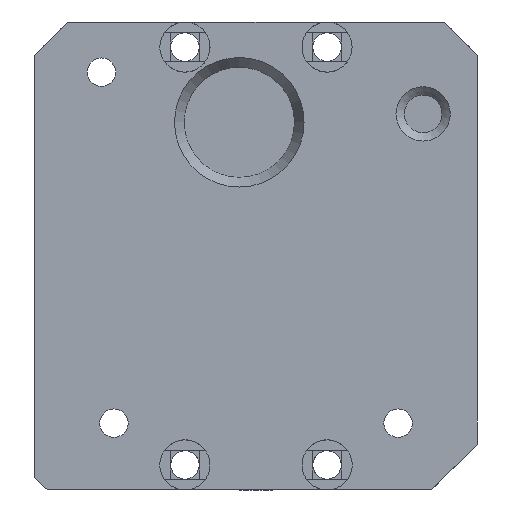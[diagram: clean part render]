
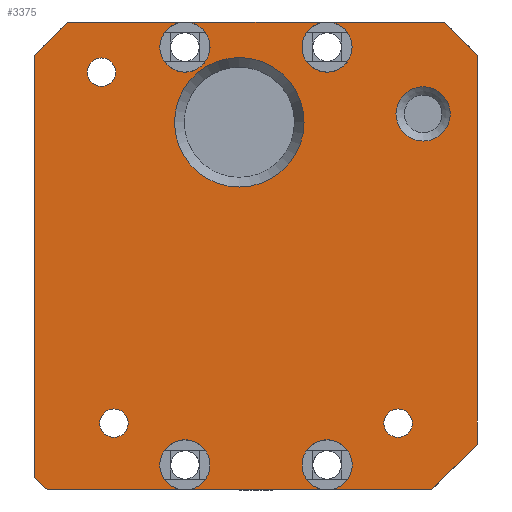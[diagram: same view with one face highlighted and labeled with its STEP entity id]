
A CAD part, front view. The second image highlights one B-rep face of the part: STEP entity #3375.
In plain terms, the highlighted planar face has unit normal (0, -1, 0).
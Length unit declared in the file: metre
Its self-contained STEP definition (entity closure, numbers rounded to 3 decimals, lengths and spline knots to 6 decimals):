
#94=LINE('',#4993,#438);
#95=LINE('',#4997,#439);
#96=LINE('',#5001,#440);
#97=LINE('',#5005,#441);
#98=LINE('',#5010,#442);
#99=LINE('',#5013,#443);
#100=LINE('',#5015,#444);
#101=LINE('',#5017,#445);
#102=LINE('',#5019,#446);
#103=LINE('',#5021,#447);
#104=LINE('',#5023,#448);
#105=LINE('',#5025,#449);
#438=VECTOR('',#3952,1.);
#439=VECTOR('',#3955,1.);
#440=VECTOR('',#3958,1.);
#441=VECTOR('',#3961,1.);
#442=VECTOR('',#3966,1.);
#443=VECTOR('',#3967,1.);
#444=VECTOR('',#3968,1.);
#445=VECTOR('',#3969,1.);
#446=VECTOR('',#3970,1.);
#447=VECTOR('',#3971,1.);
#448=VECTOR('',#3972,1.);
#449=VECTOR('',#3973,1.);
#782=ORIENTED_EDGE('',*,*,#1786,.F.);
#783=ORIENTED_EDGE('',*,*,#1787,.F.);
#784=ORIENTED_EDGE('',*,*,#1788,.F.);
#785=ORIENTED_EDGE('',*,*,#1789,.F.);
#786=ORIENTED_EDGE('',*,*,#1790,.T.);
#787=ORIENTED_EDGE('',*,*,#1791,.F.);
#788=ORIENTED_EDGE('',*,*,#1792,.T.);
#789=ORIENTED_EDGE('',*,*,#1793,.F.);
#790=ORIENTED_EDGE('',*,*,#1794,.T.);
#791=ORIENTED_EDGE('',*,*,#1795,.F.);
#792=ORIENTED_EDGE('',*,*,#1796,.T.);
#793=ORIENTED_EDGE('',*,*,#1797,.F.);
#794=ORIENTED_EDGE('',*,*,#1798,.T.);
#795=ORIENTED_EDGE('',*,*,#1799,.F.);
#796=ORIENTED_EDGE('',*,*,#1800,.F.);
#797=ORIENTED_EDGE('',*,*,#1801,.F.);
#798=ORIENTED_EDGE('',*,*,#1802,.F.);
#799=ORIENTED_EDGE('',*,*,#1803,.F.);
#800=ORIENTED_EDGE('',*,*,#1804,.F.);
#801=ORIENTED_EDGE('',*,*,#1805,.F.);
#802=ORIENTED_EDGE('',*,*,#1806,.F.);
#1786=EDGE_CURVE('',#2288,#2288,#2621,.T.);
#1787=EDGE_CURVE('',#2289,#2289,#2622,.T.);
#1788=EDGE_CURVE('',#2290,#2290,#2623,.T.);
#1789=EDGE_CURVE('',#2291,#2292,#2624,.T.);
#1790=EDGE_CURVE('',#2291,#2292,#94,.T.);
#1791=EDGE_CURVE('',#2293,#2294,#2625,.T.);
#1792=EDGE_CURVE('',#2293,#2294,#95,.T.);
#1793=EDGE_CURVE('',#2295,#2296,#2626,.T.);
#1794=EDGE_CURVE('',#2295,#2296,#96,.T.);
#1795=EDGE_CURVE('',#2297,#2298,#2627,.T.);
#1796=EDGE_CURVE('',#2297,#2298,#97,.T.);
#1797=EDGE_CURVE('',#2299,#2299,#2628,.T.);
#1798=EDGE_CURVE('',#2300,#2300,#2629,.T.);
#1799=EDGE_CURVE('',#2301,#2302,#98,.T.);
#1800=EDGE_CURVE('',#2303,#2301,#99,.T.);
#1801=EDGE_CURVE('',#2304,#2303,#100,.T.);
#1802=EDGE_CURVE('',#2305,#2304,#101,.T.);
#1803=EDGE_CURVE('',#2306,#2305,#102,.T.);
#1804=EDGE_CURVE('',#2307,#2306,#103,.T.);
#1805=EDGE_CURVE('',#2308,#2307,#104,.T.);
#1806=EDGE_CURVE('',#2302,#2308,#105,.T.);
#2288=VERTEX_POINT('',#4985);
#2289=VERTEX_POINT('',#4987);
#2290=VERTEX_POINT('',#4989);
#2291=VERTEX_POINT('',#4991);
#2292=VERTEX_POINT('',#4992);
#2293=VERTEX_POINT('',#4995);
#2294=VERTEX_POINT('',#4996);
#2295=VERTEX_POINT('',#4999);
#2296=VERTEX_POINT('',#5000);
#2297=VERTEX_POINT('',#5003);
#2298=VERTEX_POINT('',#5004);
#2299=VERTEX_POINT('',#5007);
#2300=VERTEX_POINT('',#5009);
#2301=VERTEX_POINT('',#5011);
#2302=VERTEX_POINT('',#5012);
#2303=VERTEX_POINT('',#5014);
#2304=VERTEX_POINT('',#5016);
#2305=VERTEX_POINT('',#5018);
#2306=VERTEX_POINT('',#5020);
#2307=VERTEX_POINT('',#5022);
#2308=VERTEX_POINT('',#5024);
#2621=CIRCLE('',#3593,0.0017);
#2622=CIRCLE('',#3594,0.00325);
#2623=CIRCLE('',#3595,0.00775);
#2624=CIRCLE('',#3596,0.003);
#2625=CIRCLE('',#3597,0.003);
#2626=CIRCLE('',#3598,0.003);
#2627=CIRCLE('',#3599,0.003);
#2628=CIRCLE('',#3600,0.0017);
#2629=CIRCLE('',#3601,0.0017);
#2749=EDGE_LOOP('',(#782));
#2750=EDGE_LOOP('',(#783));
#2751=EDGE_LOOP('',(#784));
#2752=EDGE_LOOP('',(#785,#786));
#2753=EDGE_LOOP('',(#787,#788));
#2754=EDGE_LOOP('',(#789,#790));
#2755=EDGE_LOOP('',(#791,#792));
#2756=EDGE_LOOP('',(#793));
#2757=EDGE_LOOP('',(#794));
#2758=EDGE_LOOP('',(#795,#796,#797,#798,#799,#800,#801,#802));
#2986=FACE_BOUND('',#2749,.T.);
#2987=FACE_BOUND('',#2750,.T.);
#2988=FACE_BOUND('',#2751,.T.);
#2989=FACE_BOUND('',#2752,.T.);
#2990=FACE_BOUND('',#2753,.T.);
#2991=FACE_BOUND('',#2754,.T.);
#2992=FACE_BOUND('',#2755,.T.);
#2993=FACE_BOUND('',#2756,.T.);
#2994=FACE_BOUND('',#2757,.T.);
#2995=FACE_BOUND('',#2758,.T.);
#3223=PLANE('',#3592);
#3375=ADVANCED_FACE('',(#2986,#2987,#2988,#2989,#2990,#2991,#2992,#2993,
#2994,#2995),#3223,.F.);
#3592=AXIS2_PLACEMENT_3D('',#4983,#3942,#3943);
#3593=AXIS2_PLACEMENT_3D('',#4984,#3944,#3945);
#3594=AXIS2_PLACEMENT_3D('',#4986,#3946,#3947);
#3595=AXIS2_PLACEMENT_3D('',#4988,#3948,#3949);
#3596=AXIS2_PLACEMENT_3D('',#4990,#3950,#3951);
#3597=AXIS2_PLACEMENT_3D('',#4994,#3953,#3954);
#3598=AXIS2_PLACEMENT_3D('',#4998,#3956,#3957);
#3599=AXIS2_PLACEMENT_3D('',#5002,#3959,#3960);
#3600=AXIS2_PLACEMENT_3D('',#5006,#3962,#3963);
#3601=AXIS2_PLACEMENT_3D('',#5008,#3964,#3965);
#3942=DIRECTION('',(0.,1.,0.));
#3943=DIRECTION('',(0.,0.,1.));
#3944=DIRECTION('',(0.,-1.,0.));
#3945=DIRECTION('',(0.,0.,-1.));
#3946=DIRECTION('',(0.,-1.,0.));
#3947=DIRECTION('',(0.,0.,1.));
#3948=DIRECTION('',(0.,-1.,0.));
#3949=DIRECTION('',(1.,0.,0.));
#3950=DIRECTION('',(0.,-1.,0.));
#3951=DIRECTION('',(0.,0.,-1.));
#3952=DIRECTION('',(-1.,0.,0.));
#3953=DIRECTION('',(0.,-1.,0.));
#3954=DIRECTION('',(0.,0.,-1.));
#3955=DIRECTION('',(-1.,0.,0.));
#3956=DIRECTION('',(0.,-1.,0.));
#3957=DIRECTION('',(0.,0.,-1.));
#3958=DIRECTION('',(1.,0.,0.));
#3959=DIRECTION('',(0.,-1.,0.));
#3960=DIRECTION('',(0.,0.,-1.));
#3961=DIRECTION('',(1.,0.,0.));
#3962=DIRECTION('',(0.,-1.,0.));
#3963=DIRECTION('',(0.,0.,1.));
#3964=DIRECTION('',(0.,1.,0.));
#3965=DIRECTION('',(0.,0.,1.));
#3966=DIRECTION('',(0.707,0.,0.707));
#3967=DIRECTION('',(0.,0.,1.));
#3968=DIRECTION('',(-0.707,0.,0.707));
#3969=DIRECTION('',(-1.,0.,0.));
#3970=DIRECTION('',(-0.707,0.,-0.707));
#3971=DIRECTION('',(0.,0.,-1.));
#3972=DIRECTION('',(0.707,0.,-0.707));
#3973=DIRECTION('',(1.,0.,0.));
#4983=CARTESIAN_POINT('',(0.0154,-0.014,-0.0169));
#4984=CARTESIAN_POINT('',(-0.0185,-0.014,0.022));
#4985=CARTESIAN_POINT('',(-0.0185,-0.014,0.0203));
#4986=CARTESIAN_POINT('',(0.02,-0.014,0.017));
#4987=CARTESIAN_POINT('',(0.02,-0.014,0.02025));
#4988=CARTESIAN_POINT('',(-0.002,-0.014,0.016));
#4989=CARTESIAN_POINT('',(0.00575,-0.014,0.016));
#4990=CARTESIAN_POINT('',(-0.0085,-0.014,-0.025));
#4991=CARTESIAN_POINT('',(-0.007732,-0.014,-0.0279));
#4992=CARTESIAN_POINT('',(-0.009268,-0.014,-0.0279));
#4993=CARTESIAN_POINT('',(0.,-0.014,-0.0279));
#4994=CARTESIAN_POINT('',(0.0085,-0.014,-0.025));
#4995=CARTESIAN_POINT('',(0.009268,-0.014,-0.0279));
#4996=CARTESIAN_POINT('',(0.007732,-0.014,-0.0279));
#4997=CARTESIAN_POINT('',(0.,-0.014,-0.0279));
#4998=CARTESIAN_POINT('',(0.0085,-0.014,0.025));
#4999=CARTESIAN_POINT('',(0.007732,-0.014,0.0279));
#5000=CARTESIAN_POINT('',(0.009268,-0.014,0.0279));
#5001=CARTESIAN_POINT('',(0.,-0.014,0.0279));
#5002=CARTESIAN_POINT('',(-0.0085,-0.014,0.025));
#5003=CARTESIAN_POINT('',(-0.009268,-0.014,0.0279));
#5004=CARTESIAN_POINT('',(-0.007732,-0.014,0.0279));
#5005=CARTESIAN_POINT('',(0.,-0.014,0.0279));
#5006=CARTESIAN_POINT('',(0.017,-0.014,-0.02));
#5007=CARTESIAN_POINT('',(0.017,-0.014,-0.0183));
#5008=CARTESIAN_POINT('',(-0.017,-0.014,-0.02));
#5009=CARTESIAN_POINT('',(-0.017,-0.014,-0.0183));
#5010=CARTESIAN_POINT('',(-0.0245,-0.014,0.026));
#5011=CARTESIAN_POINT('',(-0.0265,-0.014,0.024));
#5012=CARTESIAN_POINT('',(-0.0225,-0.014,0.028));
#5013=CARTESIAN_POINT('',(-0.0265,-0.014,0.));
#5014=CARTESIAN_POINT('',(-0.0265,-0.014,-0.0265));
#5015=CARTESIAN_POINT('',(-0.02575,-0.014,-0.02725));
#5016=CARTESIAN_POINT('',(-0.025,-0.014,-0.028));
#5017=CARTESIAN_POINT('',(0.,-0.014,-0.028));
#5018=CARTESIAN_POINT('',(0.021,-0.014,-0.028));
#5019=CARTESIAN_POINT('',(0.02375,-0.014,-0.02525));
#5020=CARTESIAN_POINT('',(0.0265,-0.014,-0.0225));
#5021=CARTESIAN_POINT('',(0.0265,-0.014,0.));
#5022=CARTESIAN_POINT('',(0.0265,-0.014,0.024));
#5023=CARTESIAN_POINT('',(0.0245,-0.014,0.026));
#5024=CARTESIAN_POINT('',(0.0225,-0.014,0.028));
#5025=CARTESIAN_POINT('',(0.,-0.014,0.028));
